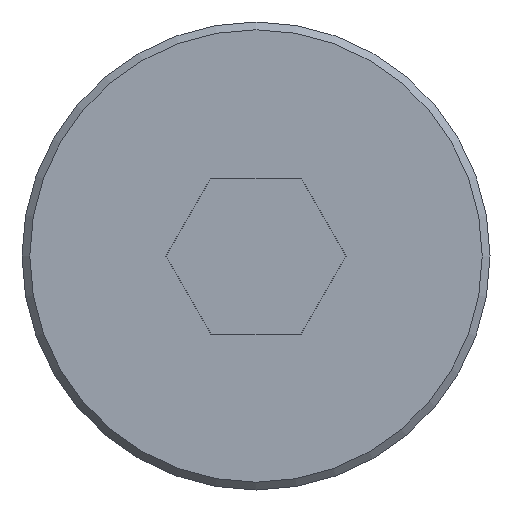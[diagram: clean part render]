
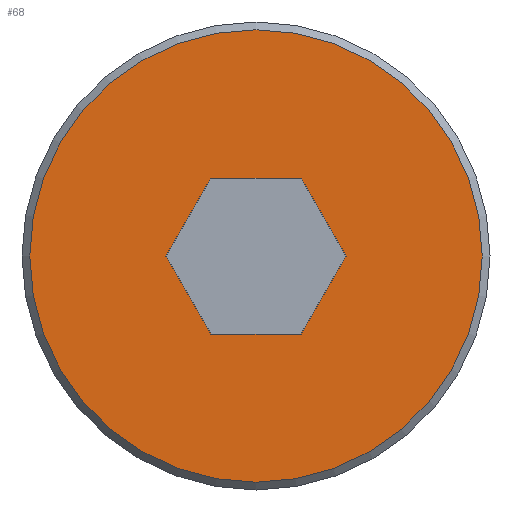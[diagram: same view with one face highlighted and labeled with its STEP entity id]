
A CAD part, left-side view. The second image highlights one B-rep face of the part: STEP entity #68.
In plain terms, the highlighted planar face has unit normal (-1, 0, 0).
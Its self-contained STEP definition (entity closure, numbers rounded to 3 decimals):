
#68 = ADVANCED_FACE( '', ( #146, #147 ), #148, .F. );
#146 = FACE_OUTER_BOUND( '', #233, .T. );
#147 = FACE_BOUND( '', #234, .T. );
#148 = PLANE( '', #235 );
#233 = EDGE_LOOP( '', ( #351 ) );
#234 = EDGE_LOOP( '', ( #352, #353, #354, #355, #356, #357 ) );
#235 = AXIS2_PLACEMENT_3D( '', #358, #359, #360 );
#351 = ORIENTED_EDGE( '', *, *, #465, .F. );
#352 = ORIENTED_EDGE( '', *, *, #443, .T. );
#353 = ORIENTED_EDGE( '', *, *, #438, .T. );
#354 = ORIENTED_EDGE( '', *, *, #455, .T. );
#355 = ORIENTED_EDGE( '', *, *, #461, .T. );
#356 = ORIENTED_EDGE( '', *, *, #466, .T. );
#357 = ORIENTED_EDGE( '', *, *, #433, .T. );
#358 = CARTESIAN_POINT( '', ( 0., 0., 0. ) );
#359 = DIRECTION( '', ( 1., 0., 0. ) );
#360 = DIRECTION( '', ( 0., 1., 0. ) );
#433 = EDGE_CURVE( '', #491, #492, #493, .T. );
#438 = EDGE_CURVE( '', #500, #501, #502, .T. );
#443 = EDGE_CURVE( '', #492, #500, #509, .T. );
#455 = EDGE_CURVE( '', #501, #527, #528, .T. );
#461 = EDGE_CURVE( '', #527, #536, #537, .T. );
#465 = EDGE_CURVE( '', #542, #542, #543, .T. );
#466 = EDGE_CURVE( '', #536, #491, #544, .T. );
#491 = VERTEX_POINT( '', #571 );
#492 = VERTEX_POINT( '', #572 );
#493 = LINE( '', #573, #574 );
#500 = VERTEX_POINT( '', #584 );
#501 = VERTEX_POINT( '', #585 );
#502 = LINE( '', #586, #587 );
#509 = LINE( '', #597, #598 );
#527 = VERTEX_POINT( '', #617 );
#528 = LINE( '', #618, #619 );
#536 = VERTEX_POINT( '', #629 );
#537 = LINE( '', #630, #631 );
#542 = VERTEX_POINT( '', #638 );
#543 = CIRCLE( '', #639, 14.5 );
#544 = LINE( '', #640, #641 );
#571 = CARTESIAN_POINT( '', ( 0., 5.774, 0. ) );
#572 = CARTESIAN_POINT( '', ( 0., 2.887, 5. ) );
#573 = CARTESIAN_POINT( '', ( 0., 5.774, 0. ) );
#574 = VECTOR( '', #670, 1000. );
#584 = CARTESIAN_POINT( '', ( 0., -2.887, 5. ) );
#585 = CARTESIAN_POINT( '', ( 0., -5.774, 0. ) );
#586 = CARTESIAN_POINT( '', ( 0., -2.887, 5. ) );
#587 = VECTOR( '', #674, 1000. );
#597 = CARTESIAN_POINT( '', ( 0., 2.887, 5. ) );
#598 = VECTOR( '', #678, 1000. );
#617 = CARTESIAN_POINT( '', ( 0., -2.887, -5. ) );
#618 = CARTESIAN_POINT( '', ( 0., -5.774, 0. ) );
#619 = VECTOR( '', #698, 1000. );
#629 = CARTESIAN_POINT( '', ( 0., 2.887, -5. ) );
#630 = CARTESIAN_POINT( '', ( 0., -2.887, -5. ) );
#631 = VECTOR( '', #704, 1000. );
#638 = CARTESIAN_POINT( '', ( 0., 14.5, 0. ) );
#639 = AXIS2_PLACEMENT_3D( '', #707, #708, #709 );
#640 = CARTESIAN_POINT( '', ( 0., 2.887, -5. ) );
#641 = VECTOR( '', #710, 1000. );
#670 = DIRECTION( '', ( 0., -0.5, 0.866 ) );
#674 = DIRECTION( '', ( 0., -0.5, -0.866 ) );
#678 = DIRECTION( '', ( 0., -1., 0. ) );
#698 = DIRECTION( '', ( 0., 0.5, -0.866 ) );
#704 = DIRECTION( '', ( 0., 1., 0. ) );
#707 = CARTESIAN_POINT( '', ( 0., 0., 0. ) );
#708 = DIRECTION( '', ( 1., 0., 0. ) );
#709 = DIRECTION( '', ( 0., 1., 0. ) );
#710 = DIRECTION( '', ( 0., 0.5, 0.866 ) );
